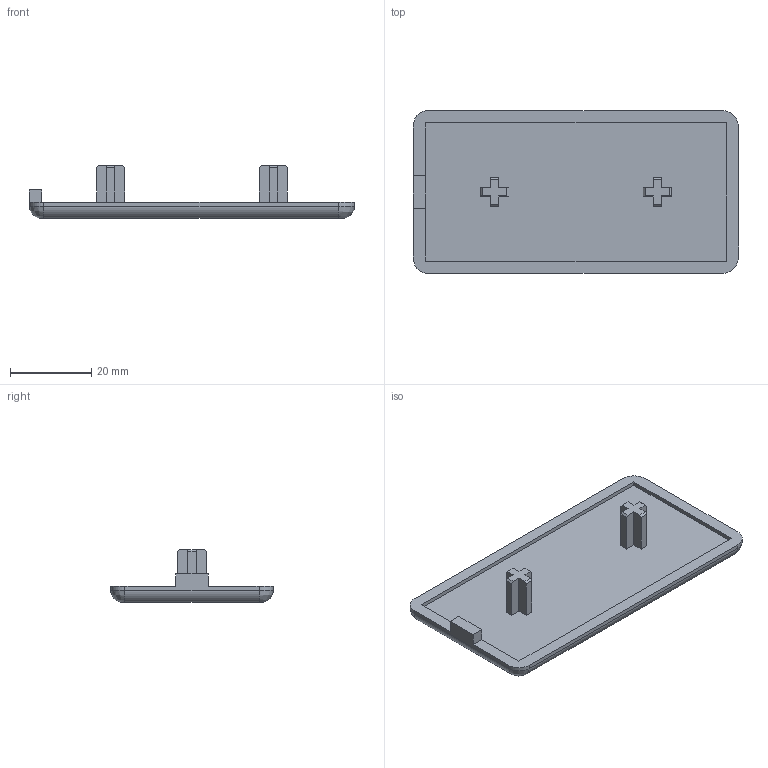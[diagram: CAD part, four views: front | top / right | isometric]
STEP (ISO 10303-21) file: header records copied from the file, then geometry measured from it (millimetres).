
FILE_DESCRIPTION((''),'2;1');
FILE_NAME('AR3620.stp','2022-01-31T15:21:42',('arma01'),(''),'Autodesk Inventor 2013','Autodesk Inventor 2013','');
FILE_SCHEMA(('AUTOMOTIVE_DESIGN { 1 0 10303 214 1 1 1 1 }'));
Length unit declared in the file: millimetre
Products named in the file (1): AR3620
Bounding box: 80 x 40 x 13 mm (x, y, z)
Volume: 10342.5 mm3; surface area: 7840.6 mm2
Topology: 1 solids, 1 shells, 60 faces, 160 edges, 104 vertices
Faces by surface type: plane 48, cylinder 8, bspline 4
Entity records: 2033 total; most frequent: CARTESIAN_POINT 501, ORIENTED_EDGE 320, DIRECTION 294, EDGE_CURVE 160, VECTOR 140, LINE 140, VERTEX_POINT 104, AXIS2_PLACEMENT_3D 77
